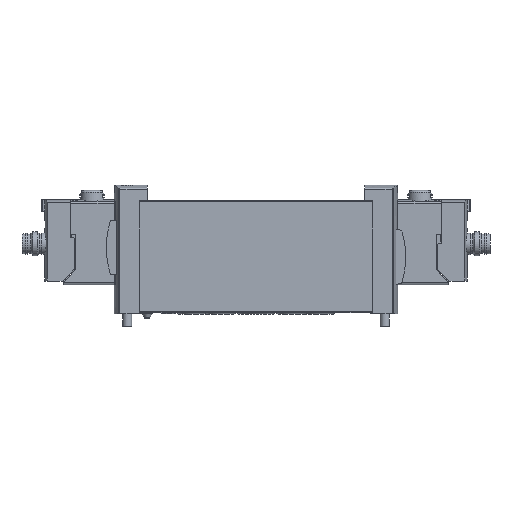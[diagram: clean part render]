
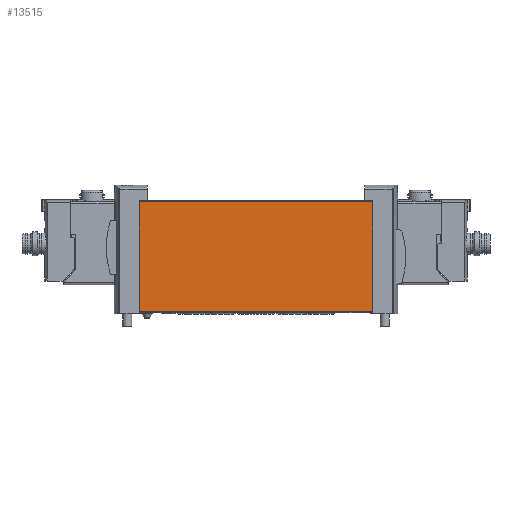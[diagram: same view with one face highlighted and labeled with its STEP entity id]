
A CAD part, top view. The second image highlights one B-rep face of the part: STEP entity #13515.
In plain terms, the highlighted planar face has unit normal (0, 0, 1).
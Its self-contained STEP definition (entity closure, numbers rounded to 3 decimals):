
#164=PLANE('',#16043);
#936=LINE('',#22045,#2170);
#945=LINE('',#22079,#2179);
#950=LINE('',#22095,#2184);
#953=LINE('',#22101,#2187);
#2170=VECTOR('',#17644,1000.);
#2179=VECTOR('',#17675,1000.);
#2184=VECTOR('',#17694,1000.);
#2187=VECTOR('',#17703,1000.);
#3569=ORIENTED_EDGE('',*,*,#7531,.T.);
#3570=ORIENTED_EDGE('',*,*,#7522,.F.);
#3571=ORIENTED_EDGE('',*,*,#7534,.F.);
#3572=ORIENTED_EDGE('',*,*,#7503,.T.);
#7503=EDGE_CURVE('',#9490,#9489,#936,.T.);
#7522=EDGE_CURVE('',#9503,#9500,#945,.T.);
#7531=EDGE_CURVE('',#9489,#9500,#950,.T.);
#7534=EDGE_CURVE('',#9490,#9503,#953,.T.);
#9489=VERTEX_POINT('',#22044);
#9490=VERTEX_POINT('',#22046);
#9500=VERTEX_POINT('',#22069);
#9503=VERTEX_POINT('',#22078);
#11270=EDGE_LOOP('',(#3569,#3570,#3571,#3572));
#12288=FACE_BOUND('',#11270,.T.);
#13515=ADVANCED_FACE('',(#12288),#164,.F.);
#16043=AXIS2_PLACEMENT_3D('',#22102,#17704,#17705);
#17644=DIRECTION('',(-1.,0.,0.));
#17675=DIRECTION('',(-1.,0.,0.));
#17694=DIRECTION('',(0.,-1.,0.));
#17703=DIRECTION('',(0.,-1.,0.));
#17704=DIRECTION('',(0.,0.,-1.));
#17705=DIRECTION('',(-1.,0.,0.));
#22044=CARTESIAN_POINT('',(-39.2,36.6,9.15));
#22045=CARTESIAN_POINT('',(39.2,36.6,9.15));
#22046=CARTESIAN_POINT('',(39.2,36.6,9.15));
#22069=CARTESIAN_POINT('',(-39.2,0.,9.15));
#22078=CARTESIAN_POINT('',(39.2,0.,9.15));
#22079=CARTESIAN_POINT('',(39.2,0.,9.15));
#22095=CARTESIAN_POINT('',(-39.2,36.6,9.15));
#22101=CARTESIAN_POINT('',(39.2,36.6,9.15));
#22102=CARTESIAN_POINT('',(39.2,36.6,9.15));
